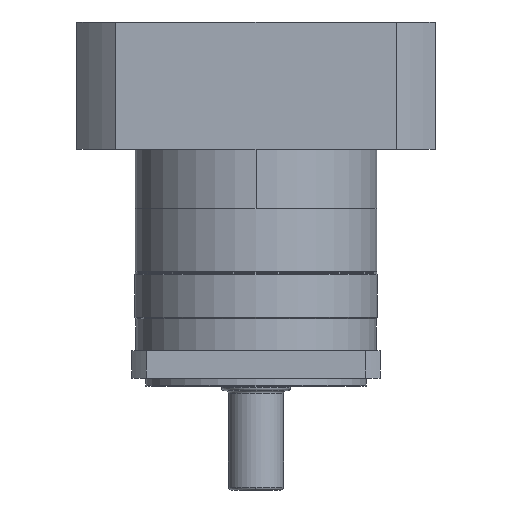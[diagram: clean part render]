
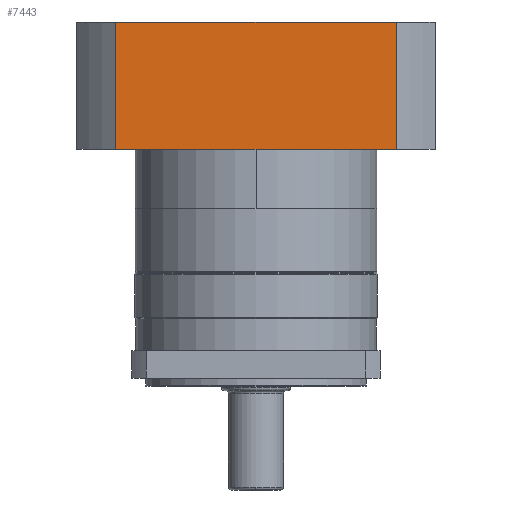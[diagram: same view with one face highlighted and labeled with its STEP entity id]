
A CAD part, front view. The second image highlights one B-rep face of the part: STEP entity #7443.
In plain terms, the highlighted face is planar.
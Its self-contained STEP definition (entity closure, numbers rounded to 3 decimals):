
#985 = DIRECTION ( 'NONE',  ( 1., 0., 0. ) ) ;
#1591 = CARTESIAN_POINT ( 'NONE',  ( -50.806, 0., -65. ) ) ;
#2283 = ORIENTED_EDGE ( 'NONE', *, *, #20810, .F. ) ;
#2393 = AXIS2_PLACEMENT_3D ( 'NONE', #28084, #10988, #985 ) ;
#2444 = CARTESIAN_POINT ( 'NONE',  ( 50.806, 0., -65. ) ) ;
#3075 = CARTESIAN_POINT ( 'NONE',  ( 50.806, 46., -65. ) ) ;
#4394 = CARTESIAN_POINT ( 'NONE',  ( -50.806, 0., -65. ) ) ;
#6821 = VERTEX_POINT ( 'NONE', #3075 ) ;
#7443 = ADVANCED_FACE ( 'NONE', ( #17494 ), #30354, .F. ) ;
#9969 = ORIENTED_EDGE ( 'NONE', *, *, #19281, .T. ) ;
#9973 = EDGE_LOOP ( 'NONE', ( #13297, #9969, #19319, #2283 ) ) ;
#10160 = EDGE_CURVE ( 'NONE', #6821, #15483, #16229, .T. ) ;
#10310 = VERTEX_POINT ( 'NONE', #1591 ) ;
#10988 = DIRECTION ( 'NONE',  ( 0., 0., 1. ) ) ;
#11409 = CARTESIAN_POINT ( 'NONE',  ( -50.806, 71., -65. ) ) ;
#12651 = VECTOR ( 'NONE', #24226, 1000. ) ;
#13297 = ORIENTED_EDGE ( 'NONE', *, *, #10160, .F. ) ;
#14316 = LINE ( 'NONE', #11409, #19331 ) ;
#14670 = VECTOR ( 'NONE', #27742, 1000. ) ;
#15483 = VERTEX_POINT ( 'NONE', #22025 ) ;
#16229 = LINE ( 'NONE', #22840, #14670 ) ;
#17494 = FACE_OUTER_BOUND ( 'NONE', #9973, .T. ) ;
#18491 = CARTESIAN_POINT ( 'NONE',  ( 50.806, 71., -65. ) ) ;
#18495 = LINE ( 'NONE', #4394, #12651 ) ;
#19281 = EDGE_CURVE ( 'NONE', #6821, #23881, #24418, .T. ) ;
#19319 = ORIENTED_EDGE ( 'NONE', *, *, #29492, .T. ) ;
#19331 = VECTOR ( 'NONE', #28731, 1000. ) ;
#20810 = EDGE_CURVE ( 'NONE', #15483, #10310, #14316, .T. ) ;
#21350 = VECTOR ( 'NONE', #25966, 1000. ) ;
#22025 = CARTESIAN_POINT ( 'NONE',  ( -50.806, 46., -65. ) ) ;
#22840 = CARTESIAN_POINT ( 'NONE',  ( -50.806, 46., -65. ) ) ;
#23881 = VERTEX_POINT ( 'NONE', #2444 ) ;
#24226 = DIRECTION ( 'NONE',  ( -1., 0., 0. ) ) ;
#24418 = LINE ( 'NONE', #18491, #21350 ) ;
#25966 = DIRECTION ( 'NONE',  ( 0., -1., 0. ) ) ;
#27742 = DIRECTION ( 'NONE',  ( -1., 0., 0. ) ) ;
#28084 = CARTESIAN_POINT ( 'NONE',  ( -50.806, 71., -65. ) ) ;
#28731 = DIRECTION ( 'NONE',  ( 0., -1., 0. ) ) ;
#29492 = EDGE_CURVE ( 'NONE', #23881, #10310, #18495, .T. ) ;
#30354 = PLANE ( 'NONE',  #2393 ) ;
